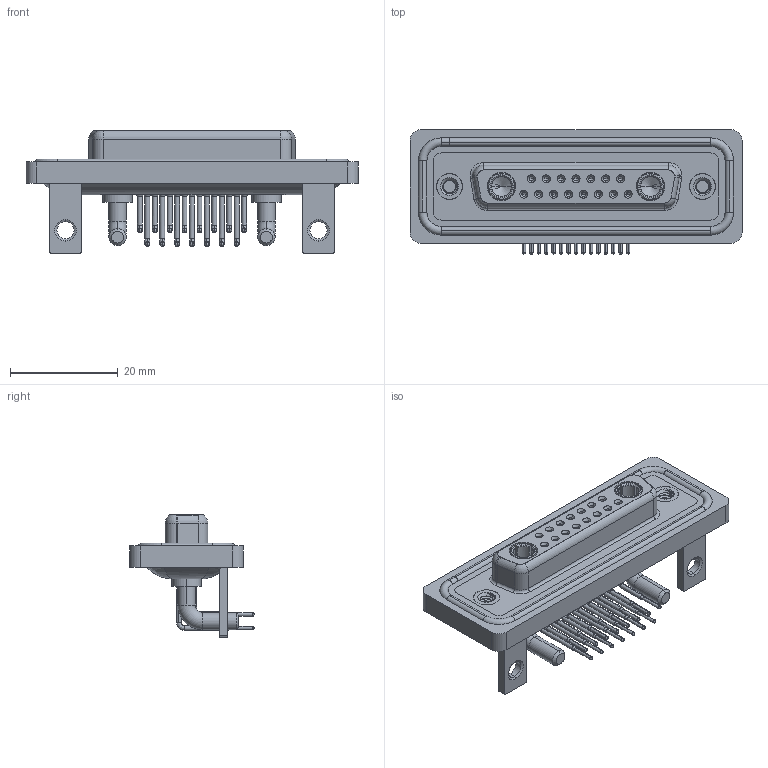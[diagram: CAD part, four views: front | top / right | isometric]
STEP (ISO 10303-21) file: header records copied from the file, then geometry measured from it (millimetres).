
FILE_DESCRIPTION (( 'STEP AP203' ), '1' );
FILE_NAME ('630W17W2340-3N4.STEP', '2024-04-12T02:19:02', ( '' ), ( '' ), 'SwSTEP 2.0', 'SolidWorks 2023', '' );
FILE_SCHEMA (( 'CONFIG_CONTROL_DESIGN' ));
Length unit declared in the file: millimetre
Products named in the file (10): Power Socket_30A RA; 630Combo Housing_17W2; 630Combo Waterproof Housing_25 Contacts; 630Combo Shell Rear_25 Contacts; 630Combo Contact Row 1_50 Contacts; 630W17W2340-3N4; 630Combo Shell Front_25 Contacts; 630Combo Stabilizer Bracket_50 Contacts; 630Combo Contact Row 2_50 Contacts; 630Combo Threaded Rivet_2
Assembly tree (25 placements, depth 2):
  630W17W2340-3N4
    630Combo Housing_17W2
    630Combo Shell Front_25 Contacts
    630Combo Shell Rear_25 Contacts
    630Combo Threaded Rivet_2  x2
    630Combo Stabilizer Bracket_50 Contacts  x2
    Power Socket_30A RA  x2
    630Combo Contact Row 1_50 Contacts  x7
    630Combo Contact Row 2_50 Contacts  x8
    630Combo Waterproof Housing_25 Contacts
Bounding box: 61.75 x 23.12 x 22.8 mm (x, y, z)
Volume: 8909.3 mm3; surface area: 15302.4 mm2
Topology: 28 solids, 28 shells, 1385 faces, 3530 edges, 2231 vertices
Faces by surface type: cylinder 607, plane 408, cone 215, torus 83, bspline 72
Entity records: 25429 total; most frequent: CARTESIAN_POINT 6078, DIRECTION 4028, ORIENTED_EDGE 3568, EDGE_CURVE 1784, AXIS2_PLACEMENT_3D 1646, VERTEX_POINT 1141, CIRCLE 899, EDGE_LOOP 859
